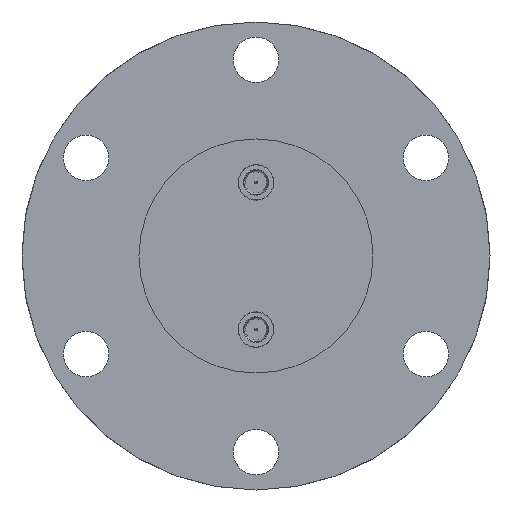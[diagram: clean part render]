
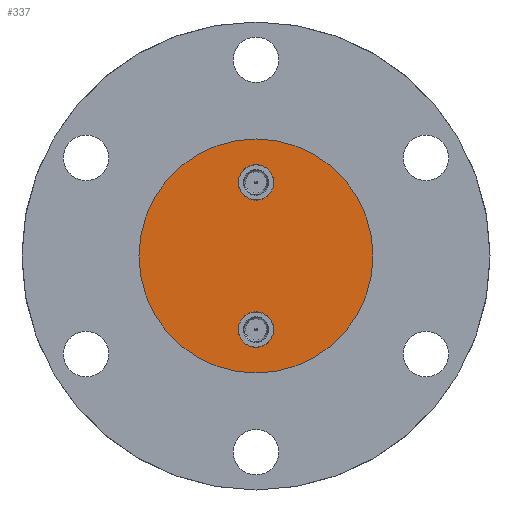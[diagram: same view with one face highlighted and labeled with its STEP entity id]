
A CAD part, front view. The second image highlights one B-rep face of the part: STEP entity #337.
In plain terms, the highlighted planar face has unit normal (0, -1, 0).
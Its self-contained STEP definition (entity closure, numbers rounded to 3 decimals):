
#4 = FACE_BOUND ( 'NONE', #877, .T. ) ;
#60 = CIRCLE ( 'NONE', #352, 2.65 ) ;
#122 = PLANE ( 'NONE',  #315 ) ;
#137 = CARTESIAN_POINT ( 'NONE',  ( 0., -9.1, 0. ) ) ;
#192 = DIRECTION ( 'NONE',  ( 0., 0., -1. ) ) ;
#232 = DIRECTION ( 'NONE',  ( 0., 1., 0. ) ) ;
#272 = CIRCLE ( 'NONE', #1390, 2.65 ) ;
#307 = CARTESIAN_POINT ( 'NONE',  ( 0., -9.1, 13.65 ) ) ;
#315 = AXIS2_PLACEMENT_3D ( 'NONE', #137, #1585, #1906 ) ;
#316 = VERTEX_POINT ( 'NONE', #453 ) ;
#317 = VERTEX_POINT ( 'NONE', #307 ) ;
#327 = EDGE_LOOP ( 'NONE', ( #827, #520 ) ) ;
#337 = ADVANCED_FACE ( 'NONE', ( #1426, #2037, #4 ), #122, .T. ) ;
#352 = AXIS2_PLACEMENT_3D ( 'NONE', #2032, #1564, #1414 ) ;
#388 = DIRECTION ( 'NONE',  ( 0., 1., 0. ) ) ;
#395 = VERTEX_POINT ( 'NONE', #989 ) ;
#405 = DIRECTION ( 'NONE',  ( 0., 1., 0. ) ) ;
#437 = CARTESIAN_POINT ( 'NONE',  ( 0., -9.1, -17.5 ) ) ;
#453 = CARTESIAN_POINT ( 'NONE',  ( 0., -9.1, 17.5 ) ) ;
#512 = DIRECTION ( 'NONE',  ( 0., 0., -1. ) ) ;
#520 = ORIENTED_EDGE ( 'NONE', *, *, #959, .T. ) ;
#550 = EDGE_CURVE ( 'NONE', #754, #395, #60, .T. ) ;
#583 = EDGE_CURVE ( 'NONE', #317, #1348, #1544, .T. ) ;
#610 = CIRCLE ( 'NONE', #647, 17.5 ) ;
#630 = ORIENTED_EDGE ( 'NONE', *, *, #583, .T. ) ;
#647 = AXIS2_PLACEMENT_3D ( 'NONE', #2050, #1282, #192 ) ;
#714 = AXIS2_PLACEMENT_3D ( 'NONE', #1747, #973, #1602 ) ;
#721 = ORIENTED_EDGE ( 'NONE', *, *, #550, .T. ) ;
#754 = VERTEX_POINT ( 'NONE', #839 ) ;
#772 = EDGE_CURVE ( 'NONE', #1968, #316, #1912, .T. ) ;
#804 = ORIENTED_EDGE ( 'NONE', *, *, #1813, .T. ) ;
#823 = AXIS2_PLACEMENT_3D ( 'NONE', #1814, #232, #1529 ) ;
#827 = ORIENTED_EDGE ( 'NONE', *, *, #772, .T. ) ;
#839 = CARTESIAN_POINT ( 'NONE',  ( 0., -9.1, -13.65 ) ) ;
#877 = EDGE_LOOP ( 'NONE', ( #804, #721 ) ) ;
#879 = DIRECTION ( 'NONE',  ( 0., 0., -1. ) ) ;
#959 = EDGE_CURVE ( 'NONE', #316, #1968, #610, .T. ) ;
#973 = DIRECTION ( 'NONE',  ( 0., -1., 0. ) ) ;
#989 = CARTESIAN_POINT ( 'NONE',  ( 0., -9.1, -8.35 ) ) ;
#1039 = CARTESIAN_POINT ( 'NONE',  ( 0., -9.1, -11. ) ) ;
#1057 = EDGE_LOOP ( 'NONE', ( #1469, #630 ) ) ;
#1282 = DIRECTION ( 'NONE',  ( 0., -1., 0. ) ) ;
#1348 = VERTEX_POINT ( 'NONE', #1954 ) ;
#1390 = AXIS2_PLACEMENT_3D ( 'NONE', #1039, #388, #512 ) ;
#1414 = DIRECTION ( 'NONE',  ( 0., 0., -1. ) ) ;
#1426 = FACE_OUTER_BOUND ( 'NONE', #327, .T. ) ;
#1469 = ORIENTED_EDGE ( 'NONE', *, *, #1854, .T. ) ;
#1493 = AXIS2_PLACEMENT_3D ( 'NONE', #1676, #405, #879 ) ;
#1529 = DIRECTION ( 'NONE',  ( 0., 0., -1. ) ) ;
#1544 = CIRCLE ( 'NONE', #823, 2.65 ) ;
#1564 = DIRECTION ( 'NONE',  ( 0., 1., 0. ) ) ;
#1585 = DIRECTION ( 'NONE',  ( 0., -1., 0. ) ) ;
#1602 = DIRECTION ( 'NONE',  ( 0., 0., -1. ) ) ;
#1676 = CARTESIAN_POINT ( 'NONE',  ( 0., -9.1, 11. ) ) ;
#1681 = CIRCLE ( 'NONE', #1493, 2.65 ) ;
#1747 = CARTESIAN_POINT ( 'NONE',  ( 0., -9.1, 0. ) ) ;
#1813 = EDGE_CURVE ( 'NONE', #395, #754, #272, .T. ) ;
#1814 = CARTESIAN_POINT ( 'NONE',  ( 0., -9.1, 11. ) ) ;
#1854 = EDGE_CURVE ( 'NONE', #1348, #317, #1681, .T. ) ;
#1906 = DIRECTION ( 'NONE',  ( 0., 0., -1. ) ) ;
#1912 = CIRCLE ( 'NONE', #714, 17.5 ) ;
#1954 = CARTESIAN_POINT ( 'NONE',  ( 0., -9.1, 8.35 ) ) ;
#1968 = VERTEX_POINT ( 'NONE', #437 ) ;
#2032 = CARTESIAN_POINT ( 'NONE',  ( 0., -9.1, -11. ) ) ;
#2037 = FACE_BOUND ( 'NONE', #1057, .T. ) ;
#2050 = CARTESIAN_POINT ( 'NONE',  ( 0., -9.1, 0. ) ) ;
